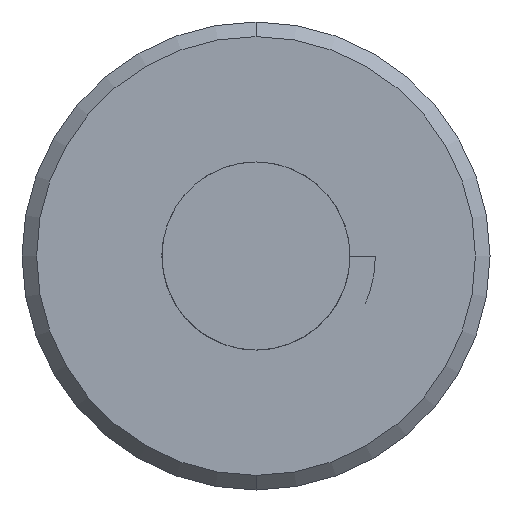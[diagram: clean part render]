
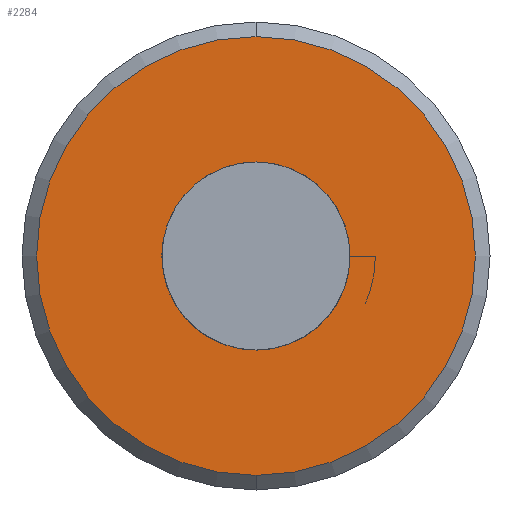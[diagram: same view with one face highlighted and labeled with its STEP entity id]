
A CAD part, front view. The second image highlights one B-rep face of the part: STEP entity #2284.
In plain terms, the highlighted planar face has unit normal (0, -1, 0).
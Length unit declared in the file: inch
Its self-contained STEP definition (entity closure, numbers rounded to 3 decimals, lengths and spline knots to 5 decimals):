
#135 = DIRECTION ( 'NONE',  ( 0., 1., 0. ) ) ;
#483 = ORIENTED_EDGE ( 'NONE', *, *, #654, .T. ) ;
#543 = EDGE_LOOP ( 'NONE', ( #2211, #483, #6569 ) ) ;
#556 = AXIS2_PLACEMENT_3D ( 'NONE', #645, #135, #2867 ) ;
#645 = CARTESIAN_POINT ( 'NONE',  ( 0., -2.36381, 0. ) ) ;
#654 = EDGE_CURVE ( 'NONE', #7236, #6473, #5237, .T. ) ;
#796 = AXIS2_PLACEMENT_3D ( 'NONE', #3639, #3060, #6421 ) ;
#1976 = CIRCLE ( 'NONE', #2569, 0.23437 ) ;
#2028 = CARTESIAN_POINT ( 'NONE',  ( 0., -2.36381, 0. ) ) ;
#2069 = CARTESIAN_POINT ( 'NONE',  ( 0., -2.36381, 0. ) ) ;
#2145 = CARTESIAN_POINT ( 'NONE',  ( 0., -2.36381, 0. ) ) ;
#2211 = ORIENTED_EDGE ( 'NONE', *, *, #3932, .T. ) ;
#2227 = CARTESIAN_POINT ( 'NONE',  ( 0., -2.36381, -0.1005 ) ) ;
#2284 = ADVANCED_FACE ( 'NONE', ( #5535, #2605 ), #7056, .F. ) ;
#2298 = CARTESIAN_POINT ( 'NONE',  ( 0., -2.36381, 0.23437 ) ) ;
#2569 = AXIS2_PLACEMENT_3D ( 'NONE', #2028, #6055, #5439 ) ;
#2605 = FACE_OUTER_BOUND ( 'NONE', #3069, .T. ) ;
#2867 = DIRECTION ( 'NONE',  ( 0., 0., 1. ) ) ;
#3028 = AXIS2_PLACEMENT_3D ( 'NONE', #2145, #3239, #6607 ) ;
#3060 = DIRECTION ( 'NONE',  ( 0., 1., 0. ) ) ;
#3069 = EDGE_LOOP ( 'NONE', ( #4165, #3393 ) ) ;
#3183 = DIRECTION ( 'NONE',  ( 0., 1., 0. ) ) ;
#3228 = VERTEX_POINT ( 'NONE', #6320 ) ;
#3239 = DIRECTION ( 'NONE',  ( 0., -1., 0. ) ) ;
#3367 = AXIS2_PLACEMENT_3D ( 'NONE', #5965, #3183, #3370 ) ;
#3370 = DIRECTION ( 'NONE',  ( 0., 0., 1. ) ) ;
#3393 = ORIENTED_EDGE ( 'NONE', *, *, #6441, .T. ) ;
#3639 = CARTESIAN_POINT ( 'NONE',  ( 0., -2.36381, 0. ) ) ;
#3932 = EDGE_CURVE ( 'NONE', #3228, #7236, #4772, .T. ) ;
#4080 = AXIS2_PLACEMENT_3D ( 'NONE', #2069, #4380, #6535 ) ;
#4165 = ORIENTED_EDGE ( 'NONE', *, *, #6476, .T. ) ;
#4380 = DIRECTION ( 'NONE',  ( 0., 1., 0. ) ) ;
#4772 = CIRCLE ( 'NONE', #556, 0.1005 ) ;
#4932 = CARTESIAN_POINT ( 'NONE',  ( 0., -2.36381, 0.1005 ) ) ;
#4984 = CARTESIAN_POINT ( 'NONE',  ( 0., -2.36381, -0.23437 ) ) ;
#5143 = CIRCLE ( 'NONE', #3028, 0.23437 ) ;
#5237 = CIRCLE ( 'NONE', #796, 0.1005 ) ;
#5373 = CIRCLE ( 'NONE', #4080, 0.1005 ) ;
#5439 = DIRECTION ( 'NONE',  ( 0., 0., 1. ) ) ;
#5535 = FACE_BOUND ( 'NONE', #543, .T. ) ;
#5965 = CARTESIAN_POINT ( 'NONE',  ( 0., -2.36381, 0. ) ) ;
#6055 = DIRECTION ( 'NONE',  ( 0., -1., 0. ) ) ;
#6320 = CARTESIAN_POINT ( 'NONE',  ( 0.1005, -2.36381, 0. ) ) ;
#6421 = DIRECTION ( 'NONE',  ( 0., 0., 1. ) ) ;
#6441 = EDGE_CURVE ( 'NONE', #6947, #6620, #5143, .T. ) ;
#6473 = VERTEX_POINT ( 'NONE', #4932 ) ;
#6476 = EDGE_CURVE ( 'NONE', #6620, #6947, #1976, .T. ) ;
#6535 = DIRECTION ( 'NONE',  ( 0., 0., 1. ) ) ;
#6569 = ORIENTED_EDGE ( 'NONE', *, *, #7054, .T. ) ;
#6607 = DIRECTION ( 'NONE',  ( 0., 0., 1. ) ) ;
#6620 = VERTEX_POINT ( 'NONE', #2298 ) ;
#6947 = VERTEX_POINT ( 'NONE', #4984 ) ;
#7054 = EDGE_CURVE ( 'NONE', #6473, #3228, #5373, .T. ) ;
#7056 = PLANE ( 'NONE',  #3367 ) ;
#7236 = VERTEX_POINT ( 'NONE', #2227 ) ;
